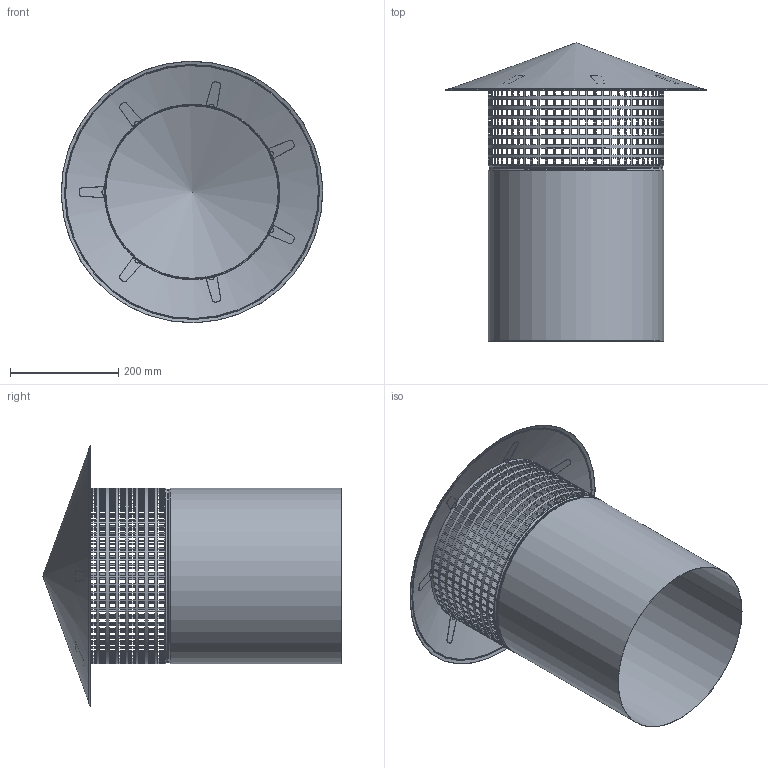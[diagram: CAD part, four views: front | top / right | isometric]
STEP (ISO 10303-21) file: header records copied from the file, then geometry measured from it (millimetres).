
FILE_DESCRIPTION(/* description */ ('Takhatt'),/* implementation_level */ '2;1');
FILE_NAME(/* name */ 'ND10008.stp',/* time_stamp */ '2016-11-28T12:23:34+01:00',/* author */ ('CAD'),/* organization */ (''),/* preprocessor_version */ 'ST-DEVELOPER v16.5',/* originating_system */ 'Autodesk Inventor 2017',/* authorisation */ '');
FILE_SCHEMA (('AUTOMOTIVE_DESIGN { 1 0 10303 214 3 1 1 }'));
Length unit declared in the file: millimetre
Products named in the file (3): HTHR-07; HTHR-AB-06; HTH-BB-03
Assembly tree (2 placements, depth 2):
  HTHR-07
    HTHR-AB-06
    HTH-BB-03
Bounding box: 482.87 x 550.4 x 482.87 mm (x, y, z)
Volume: 386575 mm3; surface area: 1243848.3 mm2
Topology: 2 solids, 2 shells, 2677 faces, 7885 edges, 5196 vertices
Faces by surface type: plane 2459, bspline 105, torus 40, cone 39, cylinder 34
Entity records: 96593 total; most frequent: CARTESIAN_POINT 18363, ORIENTED_EDGE 15744, DIRECTION 15448, EDGE_CURVE 7872, AXIS2_PLACEMENT_3D 5209, VERTEX_POINT 5194, LINE 5030, VECTOR 5030
